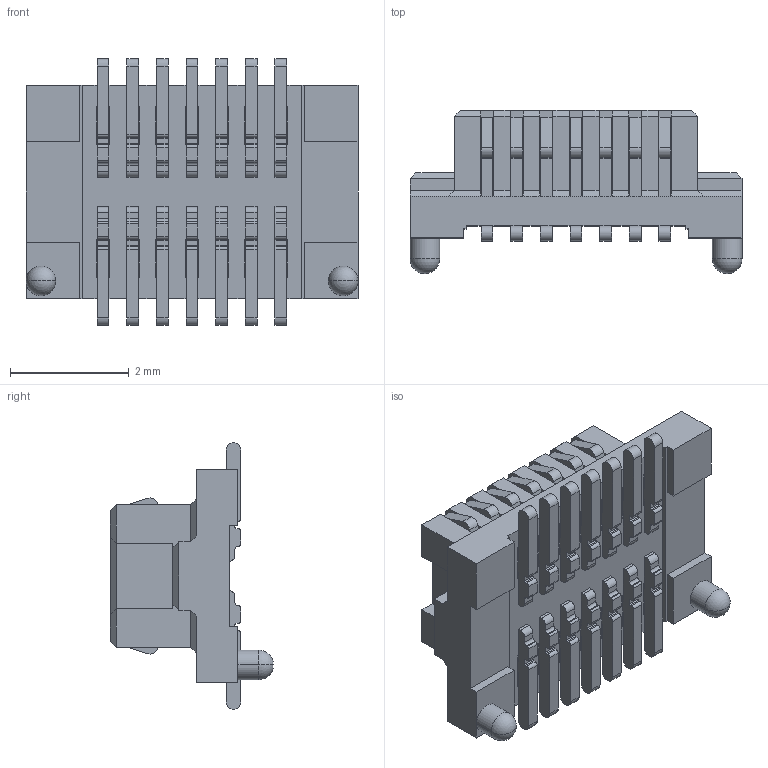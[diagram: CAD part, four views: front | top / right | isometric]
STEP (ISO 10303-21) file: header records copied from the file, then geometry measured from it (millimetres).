
FILE_DESCRIPTION((''),'2;1');
FILE_NAME('FBB05008-M20-H22','2023-05-19T',('工程三'),(''),'PRO/ENGINEER BY PARAMETRIC TECHNOLOGY CORPORATION, 2010280','PRO/ENGINEER BY PARAMETRIC TECHNOLOGY CORPORATION, 2010280','');
FILE_SCHEMA(('CONFIG_CONTROL_DESIGN'));
Length unit declared in the file: millimetre
Products named in the file (1): FBB05008-M20-H22
Bounding box: 5.6 x 2.75 x 4.5 mm (x, y, z)
Volume: 25.4 mm3; surface area: 142.5 mm2
Topology: 1 solids, 1 shells, 554 faces, 1714 edges, 1102 vertices
Faces by surface type: plane 420, cylinder 130, sphere 4
Entity records: 18916 total; most frequent: ORIENTED_EDGE 3420, CARTESIAN_POINT 3366, DIRECTION 3082, EDGE_CURVE 1710, VECTOR 1446, LINE 1446, VERTEX_POINT 1102, AXIS2_PLACEMENT_3D 818
